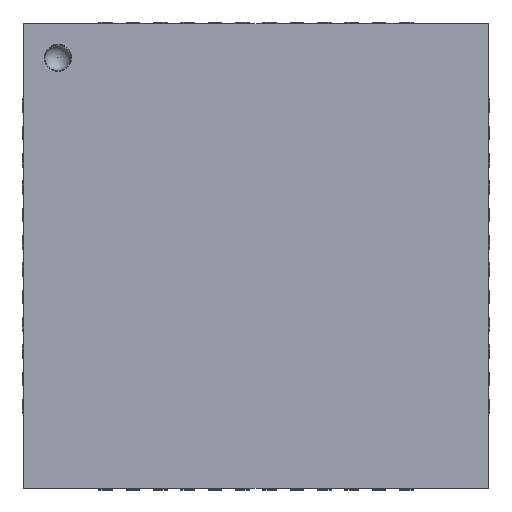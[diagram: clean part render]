
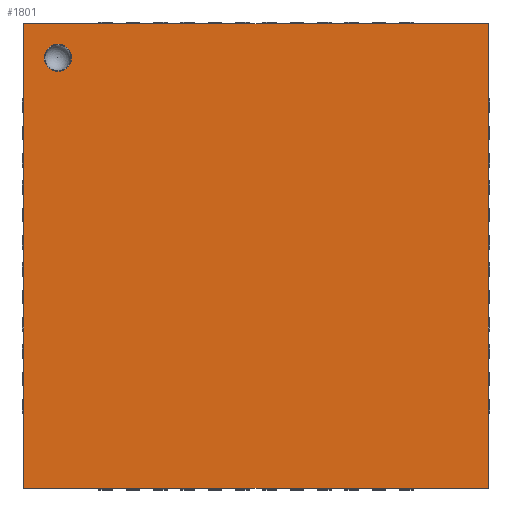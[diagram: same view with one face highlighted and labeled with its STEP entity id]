
A CAD part, top view. The second image highlights one B-rep face of the part: STEP entity #1801.
In plain terms, the highlighted planar face has unit normal (0, 0, 1).
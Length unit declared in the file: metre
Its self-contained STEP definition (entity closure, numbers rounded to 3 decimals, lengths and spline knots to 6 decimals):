
#1393 = EDGE_CURVE( '', #3585, #3586, #3587, .T. );
#1433 = EDGE_CURVE( '', #3652, #3653, #3654, .T. );
#1801 = ADVANCED_FACE( '', ( #4226, #4227 ), #4228, .T. );
#1953 = EDGE_CURVE( '', #3652, #3585, #4441, .T. );
#2651 = EDGE_CURVE( '', #3653, #3586, #5335, .T. );
#2665 = EDGE_CURVE( '', #5351, #5351, #5352, .T. );
#3585 = VERTEX_POINT( '', #6509 );
#3586 = VERTEX_POINT( '', #6510 );
#3587 = LINE( '', #6511, #6512 );
#3652 = VERTEX_POINT( '', #6600 );
#3653 = VERTEX_POINT( '', #6601 );
#3654 = LINE( '', #6602, #6603 );
#4226 = FACE_OUTER_BOUND( '', #7409, .T. );
#4227 = FACE_BOUND( '', #7410, .T. );
#4228 = PLANE( '', #7411 );
#4441 = LINE( '', #7717, #7718 );
#5335 = LINE( '', #9080, #9081 );
#5351 = VERTEX_POINT( '', #9108 );
#5352 = CIRCLE( '', #9109, 0.0002 );
#6509 = CARTESIAN_POINT( '', ( -0.0034, 0.0034, 0.000825 ) );
#6510 = CARTESIAN_POINT( '', ( 0.0034, 0.0034, 0.000825 ) );
#6511 = CARTESIAN_POINT( '', ( -0.0034, 0.0034, 0.000825 ) );
#6512 = VECTOR( '', #10082, 1. );
#6600 = CARTESIAN_POINT( '', ( -0.0034, -0.0034, 0.000825 ) );
#6601 = CARTESIAN_POINT( '', ( 0.0034, -0.0034, 0.000825 ) );
#6602 = CARTESIAN_POINT( '', ( -0.0034, -0.0034, 0.000825 ) );
#6603 = VECTOR( '', #10158, 1. );
#7409 = EDGE_LOOP( '', ( #10805, #10806, #10807, #10808 ) );
#7410 = EDGE_LOOP( '', ( #10809 ) );
#7411 = AXIS2_PLACEMENT_3D( '', #10810, #10811, #10812 );
#7717 = CARTESIAN_POINT( '', ( -0.0034, -0.0034, 0.000825 ) );
#7718 = VECTOR( '', #11091, 1. );
#9080 = CARTESIAN_POINT( '', ( 0.0034, -0.0034, 0.000825 ) );
#9081 = VECTOR( '', #12234, 1. );
#9108 = CARTESIAN_POINT( '', ( -0.0027, 0.0029, 0.000825 ) );
#9109 = AXIS2_PLACEMENT_3D( '', #12248, #12249, #12250 );
#10082 = DIRECTION( '', ( 1., 0., 0. ) );
#10158 = DIRECTION( '', ( 1., 0., 0. ) );
#10805 = ORIENTED_EDGE( '', *, *, #1953, .F. );
#10806 = ORIENTED_EDGE( '', *, *, #1433, .T. );
#10807 = ORIENTED_EDGE( '', *, *, #2651, .T. );
#10808 = ORIENTED_EDGE( '', *, *, #1393, .F. );
#10809 = ORIENTED_EDGE( '', *, *, #2665, .F. );
#10810 = CARTESIAN_POINT( '', ( -0.0034, -0.0034, 0.000825 ) );
#10811 = DIRECTION( '', ( 0., 0., 1. ) );
#10812 = DIRECTION( '', ( 1., 0., 0. ) );
#11091 = DIRECTION( '', ( 0., 1., 0. ) );
#12234 = DIRECTION( '', ( 0., 1., 0. ) );
#12248 = CARTESIAN_POINT( '', ( -0.0029, 0.0029, 0.000825 ) );
#12249 = DIRECTION( '', ( 0., 0., 1. ) );
#12250 = DIRECTION( '', ( 1., 0., 0. ) );
